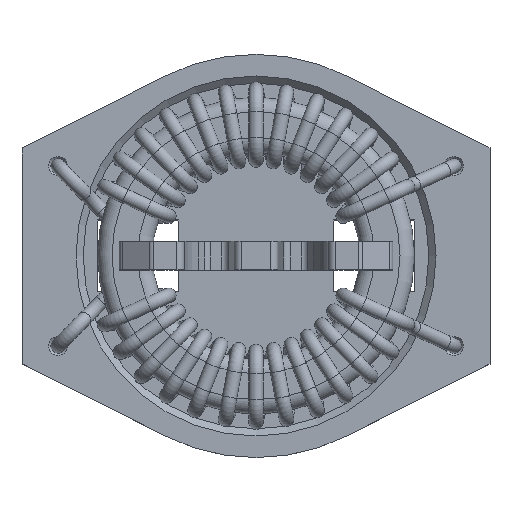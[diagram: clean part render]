
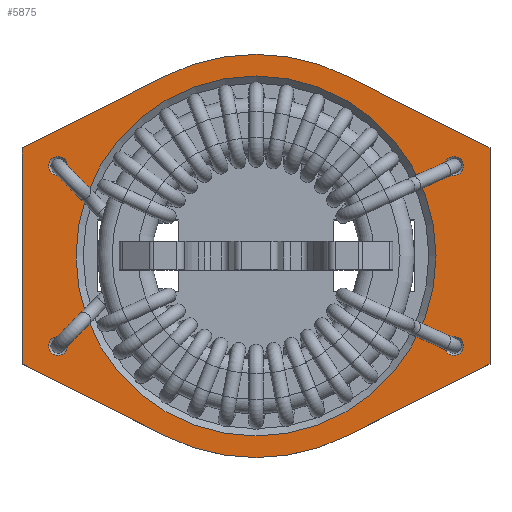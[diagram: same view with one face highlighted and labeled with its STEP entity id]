
A CAD part, top view. The second image highlights one B-rep face of the part: STEP entity #5875.
In plain terms, the highlighted planar face has unit normal (0, 0, 1).
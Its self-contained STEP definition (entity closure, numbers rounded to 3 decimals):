
#107=LINE('',#20267,#235);
#111=LINE('',#20275,#239);
#115=LINE('',#20287,#243);
#118=LINE('',#20293,#246);
#121=LINE('',#20299,#249);
#124=LINE('',#20316,#252);
#235=VECTOR('',#7661,1000.);
#239=VECTOR('',#7667,1000.);
#243=VECTOR('',#7679,1000.);
#246=VECTOR('',#7684,1000.);
#249=VECTOR('',#7689,1000.);
#252=VECTOR('',#7710,1000.);
#328=PLANE('',#6467);
#1181=ORIENTED_EDGE('',*,*,#1798,.T.);
#1182=ORIENTED_EDGE('',*,*,#1773,.T.);
#1183=ORIENTED_EDGE('',*,*,#1777,.T.);
#1184=ORIENTED_EDGE('',*,*,#1780,.T.);
#1185=ORIENTED_EDGE('',*,*,#1783,.T.);
#1186=ORIENTED_EDGE('',*,*,#1786,.T.);
#1187=ORIENTED_EDGE('',*,*,#1789,.T.);
#1188=ORIENTED_EDGE('',*,*,#1800,.T.);
#1189=ORIENTED_EDGE('',*,*,#1801,.F.);
#1190=ORIENTED_EDGE('',*,*,#1768,.F.);
#1191=ORIENTED_EDGE('',*,*,#1769,.F.);
#1192=ORIENTED_EDGE('',*,*,#1802,.F.);
#1193=ORIENTED_EDGE('',*,*,#1803,.T.);
#1768=EDGE_CURVE('',#2204,#2204,#2556,.T.);
#1769=EDGE_CURVE('',#2205,#2205,#2557,.T.);
#1773=EDGE_CURVE('',#2210,#2209,#107,.T.);
#1777=EDGE_CURVE('',#2209,#2212,#111,.T.);
#1780=EDGE_CURVE('',#2212,#2214,#2560,.T.);
#1783=EDGE_CURVE('',#2214,#2216,#115,.T.);
#1786=EDGE_CURVE('',#2216,#2218,#118,.T.);
#1789=EDGE_CURVE('',#2218,#2220,#121,.T.);
#1798=EDGE_CURVE('',#2226,#2210,#124,.T.);
#1800=EDGE_CURVE('',#2220,#2226,#2567,.T.);
#1801=EDGE_CURVE('',#2227,#2227,#2568,.T.);
#1802=EDGE_CURVE('',#2228,#2228,#2569,.T.);
#1803=EDGE_CURVE('',#2229,#2229,#2570,.T.);
#2204=VERTEX_POINT('',#20255);
#2205=VERTEX_POINT('',#20258);
#2209=VERTEX_POINT('',#20266);
#2210=VERTEX_POINT('',#20268);
#2212=VERTEX_POINT('',#20274);
#2214=VERTEX_POINT('',#20280);
#2216=VERTEX_POINT('',#20286);
#2218=VERTEX_POINT('',#20292);
#2220=VERTEX_POINT('',#20298);
#2226=VERTEX_POINT('',#20317);
#2227=VERTEX_POINT('',#20322);
#2228=VERTEX_POINT('',#20324);
#2229=VERTEX_POINT('',#20326);
#2556=CIRCLE('',#6446,0.65);
#2557=CIRCLE('',#6448,0.65);
#2560=CIRCLE('',#6454,14.);
#2567=CIRCLE('',#6468,14.);
#2568=CIRCLE('',#6469,0.65);
#2569=CIRCLE('',#6470,0.65);
#2570=CIRCLE('',#6471,12.5);
#3139=EDGE_LOOP('',(#1181,#1182,#1183,#1184,#1185,#1186,#1187,#1188));
#3140=EDGE_LOOP('',(#1189));
#3141=EDGE_LOOP('',(#1190));
#3142=EDGE_LOOP('',(#1191));
#3143=EDGE_LOOP('',(#1192));
#3144=EDGE_LOOP('',(#1193));
#3729=FACE_BOUND('',#3139,.T.);
#3730=FACE_BOUND('',#3140,.T.);
#3731=FACE_BOUND('',#3141,.T.);
#3732=FACE_BOUND('',#3142,.T.);
#3733=FACE_BOUND('',#3143,.T.);
#3734=FACE_BOUND('',#3144,.T.);
#5875=ADVANCED_FACE('',(#3729,#3730,#3731,#3732,#3733,#3734),#328,.T.);
#6446=AXIS2_PLACEMENT_3D('',#20254,#7649,#7650);
#6448=AXIS2_PLACEMENT_3D('',#20257,#7653,#7654);
#6454=AXIS2_PLACEMENT_3D('',#20281,#7673,#7674);
#6467=AXIS2_PLACEMENT_3D('',#20319,#7712,#7713);
#6468=AXIS2_PLACEMENT_3D('',#20320,#7714,#7715);
#6469=AXIS2_PLACEMENT_3D('',#20321,#7716,#7717);
#6470=AXIS2_PLACEMENT_3D('',#20323,#7718,#7719);
#6471=AXIS2_PLACEMENT_3D('',#20325,#7720,#7721);
#7649=DIRECTION('',(0.,0.,1.));
#7650=DIRECTION('',(1.,0.,0.));
#7653=DIRECTION('',(0.,0.,1.));
#7654=DIRECTION('',(1.,0.,0.));
#7661=DIRECTION('',(0.,-1.,0.));
#7667=DIRECTION('',(0.893,-0.449,0.));
#7673=DIRECTION('',(0.,0.,1.));
#7674=DIRECTION('',(1.,0.,0.));
#7679=DIRECTION('',(0.893,0.449,0.));
#7684=DIRECTION('',(0.,1.,0.));
#7689=DIRECTION('',(-0.893,0.449,0.));
#7710=DIRECTION('',(-0.893,-0.449,0.));
#7712=DIRECTION('',(0.,0.,1.));
#7713=DIRECTION('',(1.,0.,0.));
#7714=DIRECTION('',(0.,0.,1.));
#7715=DIRECTION('',(1.,0.,0.));
#7716=DIRECTION('',(0.,0.,1.));
#7717=DIRECTION('',(1.,0.,0.));
#7718=DIRECTION('',(0.,0.,1.));
#7719=DIRECTION('',(1.,0.,0.));
#7720=DIRECTION('',(0.,0.,-1.));
#7721=DIRECTION('',(-1.,0.,0.));
#20254=CARTESIAN_POINT('',(-13.75,6.25,2.));
#20255=CARTESIAN_POINT('',(-13.1,6.25,2.));
#20257=CARTESIAN_POINT('',(13.75,6.25,2.));
#20258=CARTESIAN_POINT('',(14.4,6.25,2.));
#20266=CARTESIAN_POINT('',(-16.25,-7.5,2.));
#20267=CARTESIAN_POINT('',(-16.25,7.5,2.));
#20268=CARTESIAN_POINT('',(-16.25,7.5,2.));
#20274=CARTESIAN_POINT('',(-6.289,-12.508,2.));
#20275=CARTESIAN_POINT('',(-16.25,-7.5,2.));
#20280=CARTESIAN_POINT('',(6.289,-12.508,2.));
#20281=CARTESIAN_POINT('',(0.,0.,2.));
#20286=CARTESIAN_POINT('',(16.25,-7.5,2.));
#20287=CARTESIAN_POINT('',(16.25,-7.5,2.));
#20292=CARTESIAN_POINT('',(16.25,7.5,2.));
#20293=CARTESIAN_POINT('',(16.25,7.5,2.));
#20298=CARTESIAN_POINT('',(6.289,12.508,2.));
#20299=CARTESIAN_POINT('',(16.25,7.5,2.));
#20316=CARTESIAN_POINT('',(-16.25,7.5,2.));
#20317=CARTESIAN_POINT('',(-6.289,12.508,2.));
#20319=CARTESIAN_POINT('',(0.,0.,2.));
#20320=CARTESIAN_POINT('',(0.,0.,2.));
#20321=CARTESIAN_POINT('',(-13.75,-6.25,2.));
#20322=CARTESIAN_POINT('',(-13.1,-6.25,2.));
#20323=CARTESIAN_POINT('',(13.75,-6.25,2.));
#20324=CARTESIAN_POINT('',(14.4,-6.25,2.));
#20325=CARTESIAN_POINT('',(0.,0.,2.));
#20326=CARTESIAN_POINT('',(-12.5,0.,2.));
